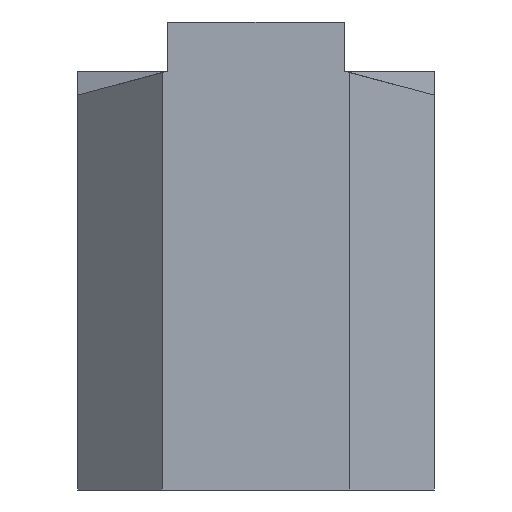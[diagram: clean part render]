
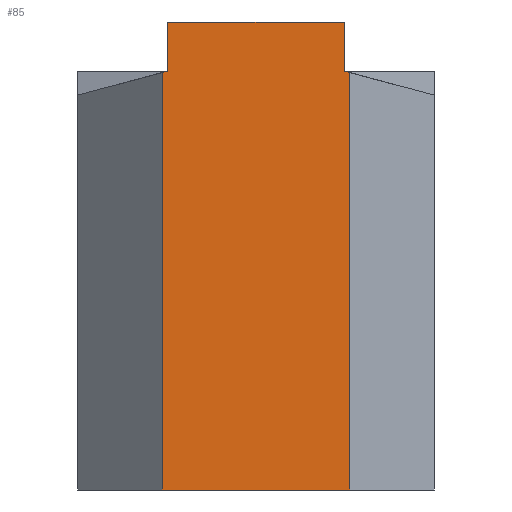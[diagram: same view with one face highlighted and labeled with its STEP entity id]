
A CAD part, left-side view. The second image highlights one B-rep face of the part: STEP entity #85.
In plain terms, the highlighted planar face has unit normal (-1, 0, 0).
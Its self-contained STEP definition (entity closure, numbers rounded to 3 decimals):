
#85=ADVANCED_FACE('',(#169),#170,.T.);
#169=FACE_OUTER_BOUND('',#249,.T.);
#170=PLANE('',#250);
#249=EDGE_LOOP('',(#443,#444,#445,#446,#447,#448,#449,#450));
#250=AXIS2_PLACEMENT_3D('',#451,#452,#453);
#443=ORIENTED_EDGE('',*,*,#534,.T.);
#444=ORIENTED_EDGE('',*,*,#527,.F.);
#445=ORIENTED_EDGE('',*,*,#575,.T.);
#446=ORIENTED_EDGE('',*,*,#572,.T.);
#447=ORIENTED_EDGE('',*,*,#577,.F.);
#448=ORIENTED_EDGE('',*,*,#578,.F.);
#449=ORIENTED_EDGE('',*,*,#540,.F.);
#450=ORIENTED_EDGE('',*,*,#537,.T.);
#451=CARTESIAN_POINT('',(-8.,-4.62,-22.05));
#452=DIRECTION('',(-1.0,0.,0.));
#453=DIRECTION('',(0.,0.,-1.0));
#527=EDGE_CURVE('',#639,#641,#642,.T.);
#534=EDGE_CURVE('',#650,#641,#651,.T.);
#537=EDGE_CURVE('',#654,#650,#655,.T.);
#540=EDGE_CURVE('',#654,#658,#659,.T.);
#572=EDGE_CURVE('',#705,#703,#706,.T.);
#575=EDGE_CURVE('',#639,#705,#709,.T.);
#577=EDGE_CURVE('',#711,#703,#712,.T.);
#578=EDGE_CURVE('',#658,#711,#713,.T.);
#639=VERTEX_POINT('',#798);
#641=VERTEX_POINT('',#801);
#642=LINE('',#802,#803);
#650=VERTEX_POINT('',#815);
#651=LINE('',#816,#817);
#654=VERTEX_POINT('',#821);
#655=LINE('',#822,#823);
#658=VERTEX_POINT('',#827);
#659=LINE('',#828,#829);
#703=VERTEX_POINT('',#895);
#705=VERTEX_POINT('',#898);
#706=LINE('',#899,#900);
#709=LINE('',#904,#905);
#711=VERTEX_POINT('',#907);
#712=LINE('',#908,#909);
#713=LINE('',#910,#911);
#798=CARTESIAN_POINT('',(-8.,-3.95,0.));
#801=CARTESIAN_POINT('',(-8.,-3.95,-2.2));
#802=CARTESIAN_POINT('',(-8.,-3.95,0.));
#803=VECTOR('',#949,2.2);
#815=CARTESIAN_POINT('',(-8.,-4.2,-2.267));
#816=CARTESIAN_POINT('',(-8.,-4.2,-2.267));
#817=VECTOR('',#954,0.259);
#821=CARTESIAN_POINT('',(-8.,-4.2,-21.0));
#822=CARTESIAN_POINT('',(-8.,-4.2,-21.0));
#823=VECTOR('',#956,18.733);
#827=CARTESIAN_POINT('',(-8.,4.2,-21.0));
#828=CARTESIAN_POINT('',(-8.,-4.2,-21.0));
#829=VECTOR('',#958,8.4);
#895=CARTESIAN_POINT('',(-8.,3.95,-2.2));
#898=CARTESIAN_POINT('',(-8.,3.95,0.));
#899=CARTESIAN_POINT('',(-8.,3.95,0.));
#900=VECTOR('',#982,2.2);
#904=CARTESIAN_POINT('',(-8.,-3.95,0.));
#905=VECTOR('',#984,7.9);
#907=CARTESIAN_POINT('',(-8.,4.2,-2.267));
#908=CARTESIAN_POINT('',(-8.,4.2,-2.267));
#909=VECTOR('',#985,0.259);
#910=CARTESIAN_POINT('',(-8.,4.2,-21.0));
#911=VECTOR('',#986,18.733);
#949=DIRECTION('',(0.,0.,-1.0));
#954=DIRECTION('',(0.,0.966,0.259));
#956=DIRECTION('',(0.,0.,1.0));
#958=DIRECTION('',(0.,1.0,0.0));
#982=DIRECTION('',(0.,0.,-1.0));
#984=DIRECTION('',(0.,1.0,0.0));
#985=DIRECTION('',(0.,-0.966,0.259));
#986=DIRECTION('',(0.,0.,1.0));
